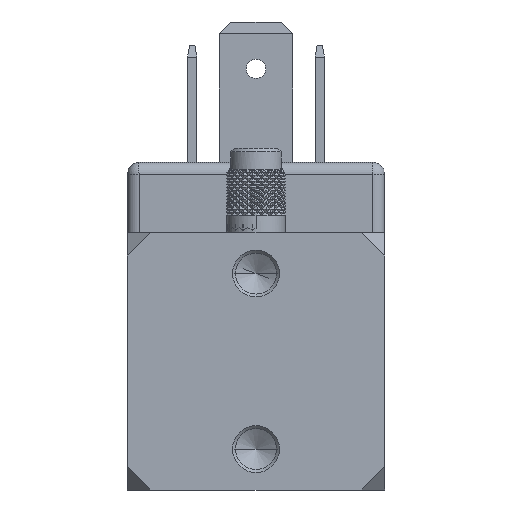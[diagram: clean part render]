
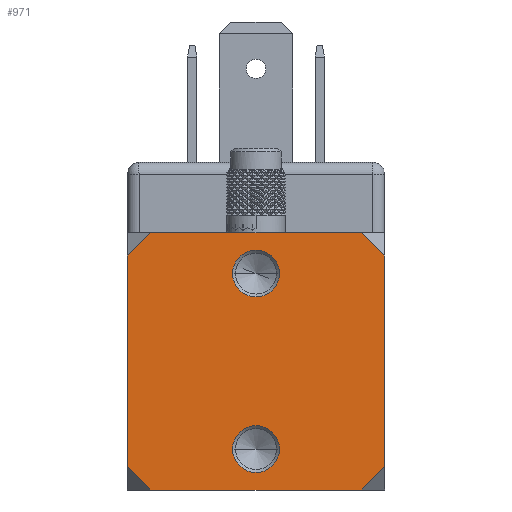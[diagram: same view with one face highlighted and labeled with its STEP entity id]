
A CAD part, front view. The second image highlights one B-rep face of the part: STEP entity #971.
In plain terms, the highlighted planar face has unit normal (0, -1, 0).
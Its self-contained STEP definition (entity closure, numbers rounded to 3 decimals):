
#19=DIRECTION('',(-0.707,0.,-0.707));
#20=VECTOR('',#19,2.828);
#21=CARTESIAN_POINT('',(11.,0.,-9.));
#22=LINE('',#21,#20);
#27=DIRECTION('',(-1.,0.,0.));
#28=VECTOR('',#27,18.);
#29=CARTESIAN_POINT('',(9.,0.,-11.));
#30=LINE('',#29,#28);
#34=DIRECTION('',(0.707,0.,-0.707));
#35=VECTOR('',#34,2.828);
#36=CARTESIAN_POINT('',(-11.,0.,-9.));
#37=LINE('',#36,#35);
#41=DIRECTION('',(0.,0.,-1.));
#42=VECTOR('',#41,18.);
#43=CARTESIAN_POINT('',(-11.,0.,9.));
#44=LINE('',#43,#42);
#48=DIRECTION('',(0.707,0.,0.707));
#49=VECTOR('',#48,2.828);
#50=CARTESIAN_POINT('',(-11.,0.,9.));
#51=LINE('',#50,#49);
#55=DIRECTION('',(1.,0.,0.));
#56=VECTOR('',#55,18.);
#57=CARTESIAN_POINT('',(-9.,0.,11.));
#58=LINE('',#57,#56);
#62=DIRECTION('',(-0.707,0.,0.707));
#63=VECTOR('',#62,2.828);
#64=CARTESIAN_POINT('',(11.,0.,9.));
#65=LINE('',#64,#63);
#69=DIRECTION('',(0.,0.,-1.));
#70=VECTOR('',#69,18.);
#71=CARTESIAN_POINT('',(11.,0.,9.));
#72=LINE('',#71,#70);
#76=CARTESIAN_POINT('',(0.,0.,-7.5));
#77=DIRECTION('',(0.,-1.,0.));
#78=DIRECTION('',(-1.,0.,0.));
#79=AXIS2_PLACEMENT_3D('',#76,#77,#78);
#84=CARTESIAN_POINT('',(0.,0.,-7.5));
#85=DIRECTION('',(0.,-1.,0.));
#86=DIRECTION('',(1.,0.,0.));
#87=AXIS2_PLACEMENT_3D('',#84,#85,#86);
#92=CARTESIAN_POINT('',(0.,0.,7.5));
#93=DIRECTION('',(0.,-1.,0.));
#94=DIRECTION('',(-1.,0.,0.));
#95=AXIS2_PLACEMENT_3D('',#92,#93,#94);
#100=CARTESIAN_POINT('',(0.,0.,7.5));
#101=DIRECTION('',(0.,-1.,0.));
#102=DIRECTION('',(1.,0.,0.));
#103=AXIS2_PLACEMENT_3D('',#100,#101,#102);
#866=CARTESIAN_POINT('',(-11.,0.,-9.));
#867=CARTESIAN_POINT('',(-9.,0.,-11.));
#868=VERTEX_POINT('',#866);
#869=VERTEX_POINT('',#867);
#890=CARTESIAN_POINT('',(-11.,0.,9.));
#891=CARTESIAN_POINT('',(-9.,0.,11.));
#892=VERTEX_POINT('',#890);
#893=VERTEX_POINT('',#891);
#896=CARTESIAN_POINT('',(11.,0.,9.));
#897=CARTESIAN_POINT('',(9.,0.,11.));
#898=VERTEX_POINT('',#896);
#899=VERTEX_POINT('',#897);
#902=CARTESIAN_POINT('',(11.,0.,-9.));
#903=CARTESIAN_POINT('',(9.,0.,-11.));
#904=VERTEX_POINT('',#902);
#905=VERTEX_POINT('',#903);
#918=CARTESIAN_POINT('',(-2.,0.,-7.5));
#919=CARTESIAN_POINT('',(2.,0.,-7.5));
#920=VERTEX_POINT('',#918);
#921=VERTEX_POINT('',#919);
#932=CARTESIAN_POINT('',(-2.,0.,7.5));
#933=CARTESIAN_POINT('',(2.,0.,7.5));
#934=VERTEX_POINT('',#932);
#935=VERTEX_POINT('',#933);
#936=CARTESIAN_POINT('',(0.,0.,0.));
#937=DIRECTION('',(0.,1.,0.));
#938=DIRECTION('',(1.,0.,0.));
#939=AXIS2_PLACEMENT_3D('',#936,#937,#938);
#940=PLANE('',#939);
#942=ORIENTED_EDGE('',*,*,#941,.T.);
#944=ORIENTED_EDGE('',*,*,#943,.T.);
#946=ORIENTED_EDGE('',*,*,#945,.F.);
#948=ORIENTED_EDGE('',*,*,#947,.F.);
#950=ORIENTED_EDGE('',*,*,#949,.T.);
#952=ORIENTED_EDGE('',*,*,#951,.T.);
#954=ORIENTED_EDGE('',*,*,#953,.F.);
#956=ORIENTED_EDGE('',*,*,#955,.T.);
#957=EDGE_LOOP('',(#942,#944,#946,#948,#950,#952,#954,#956));
#958=FACE_OUTER_BOUND('',#957,.F.);
#960=ORIENTED_EDGE('',*,*,#959,.T.);
#962=ORIENTED_EDGE('',*,*,#961,.T.);
#963=EDGE_LOOP('',(#960,#962));
#964=FACE_BOUND('',#963,.F.);
#966=ORIENTED_EDGE('',*,*,#965,.T.);
#968=ORIENTED_EDGE('',*,*,#967,.T.);
#969=EDGE_LOOP('',(#966,#968));
#970=FACE_BOUND('',#969,.F.);
#971=ADVANCED_FACE('',(#958,#964,#970),#940,.F.);
#80=CIRCLE('',#79,2.);
#88=CIRCLE('',#87,2.);
#96=CIRCLE('',#95,2.);
#104=CIRCLE('',#103,2.);
#941=EDGE_CURVE('',#904,#905,#22,.T.);
#943=EDGE_CURVE('',#905,#869,#30,.T.);
#945=EDGE_CURVE('',#868,#869,#37,.T.);
#947=EDGE_CURVE('',#892,#868,#44,.T.);
#949=EDGE_CURVE('',#892,#893,#51,.T.);
#951=EDGE_CURVE('',#893,#899,#58,.T.);
#953=EDGE_CURVE('',#898,#899,#65,.T.);
#955=EDGE_CURVE('',#898,#904,#72,.T.);
#959=EDGE_CURVE('',#920,#921,#80,.T.);
#961=EDGE_CURVE('',#921,#920,#88,.T.);
#965=EDGE_CURVE('',#934,#935,#96,.T.);
#967=EDGE_CURVE('',#935,#934,#104,.T.);
